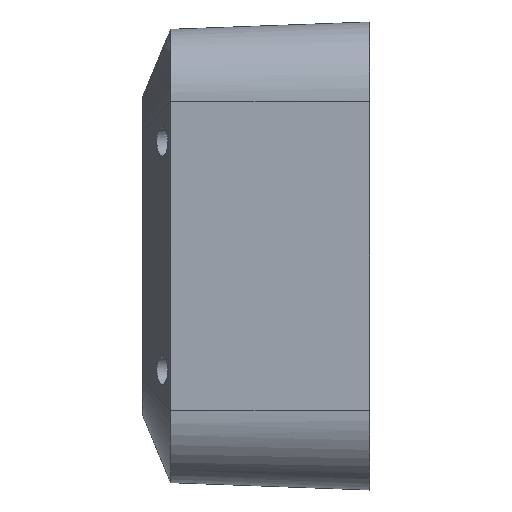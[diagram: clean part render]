
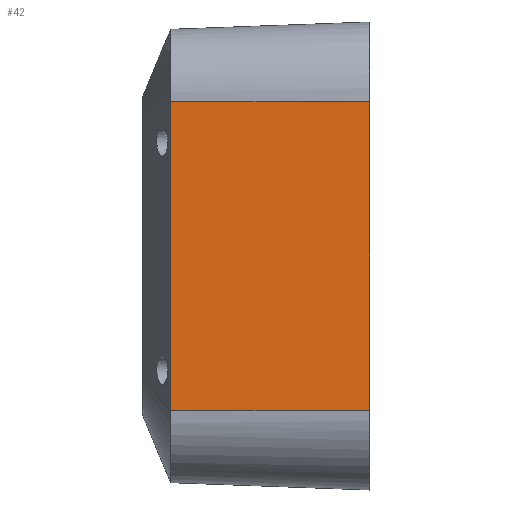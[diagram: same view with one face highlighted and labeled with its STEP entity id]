
A CAD part, left-side view. The second image highlights one B-rep face of the part: STEP entity #42.
In plain terms, the highlighted free-form (B-spline) face has degree [3, 1] with [4, 2] control points.
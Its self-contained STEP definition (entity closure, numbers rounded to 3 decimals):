
#42=ADVANCED_FACE('',(#226),#3115,.T.);
#226=FACE_OUTER_BOUND('',#410,.T.);
#410=EDGE_LOOP('',(#650,#651,#652,#653));
#650=ORIENTED_EDGE('',*,*,#1717,.T.);
#651=ORIENTED_EDGE('',*,*,#1716,.T.);
#652=ORIENTED_EDGE('',*,*,#1718,.F.);
#653=ORIENTED_EDGE('',*,*,#1719,.F.);
#1716=EDGE_CURVE('',#2815,#2814,#2218,.T.);
#1717=EDGE_CURVE('',#2816,#2815,#2219,.T.);
#1718=EDGE_CURVE('',#2817,#2814,#2220,.T.);
#1719=EDGE_CURVE('',#2816,#2817,#2425,.T.);
#2218=(
BOUNDED_CURVE()
B_SPLINE_CURVE(2,(#5950,#5951,#5952),.UNSPECIFIED.,.F.,.F.)
B_SPLINE_CURVE_WITH_KNOTS((3,3),(-298.9,-186.695),
 .UNSPECIFIED.)
CURVE()
GEOMETRIC_REPRESENTATION_ITEM()
RATIONAL_B_SPLINE_CURVE((1.,1.,1.))
REPRESENTATION_ITEM('')
);
#2219=(
BOUNDED_CURVE()
B_SPLINE_CURVE(1,(#5953,#5954),.UNSPECIFIED.,.F.,.F.)
B_SPLINE_CURVE_WITH_KNOTS((2,2),(-67.671,0.),.UNSPECIFIED.)
CURVE()
GEOMETRIC_REPRESENTATION_ITEM()
RATIONAL_B_SPLINE_CURVE((1.,1.))
REPRESENTATION_ITEM('')
);
#2220=(
BOUNDED_CURVE()
B_SPLINE_CURVE(1,(#5955,#5956),.UNSPECIFIED.,.F.,.F.)
B_SPLINE_CURVE_WITH_KNOTS((2,2),(-67.671,0.),.UNSPECIFIED.)
CURVE()
GEOMETRIC_REPRESENTATION_ITEM()
RATIONAL_B_SPLINE_CURVE((1.,1.))
REPRESENTATION_ITEM('')
);
#2425=B_SPLINE_CURVE_WITH_KNOTS('',1,(#5957,#5958),.UNSPECIFIED.,.F.,.F.,
(2,2),(0.,99.689),.UNSPECIFIED.);
#2814=VERTEX_POINT('',#5569);
#2815=VERTEX_POINT('',#5570);
#2816=VERTEX_POINT('',#5571);
#2817=VERTEX_POINT('',#5572);
#3115=(
BOUNDED_SURFACE()
B_SPLINE_SURFACE(3,1,((#3505,#3506),(#3507,#3508),(#3509,#3510),(#3511,
#3512)),.UNSPECIFIED.,.F.,.F.,.F.)
B_SPLINE_SURFACE_WITH_KNOTS((4,4),(2,2),(0.,104.972),(0.,67.671),
 .UNSPECIFIED.)
GEOMETRIC_REPRESENTATION_ITEM()
RATIONAL_B_SPLINE_SURFACE(((1.,1.),(1.,1.),(1.,1.),(1.,1.)))
REPRESENTATION_ITEM('')
SURFACE()
);
#3505=CARTESIAN_POINT('',(-96.41,41.799,-52.435));
#3506=CARTESIAN_POINT('',(-94.026,109.429,-52.435));
#3507=CARTESIAN_POINT('',(-96.41,41.799,-17.445));
#3508=CARTESIAN_POINT('',(-94.026,109.429,-17.445));
#3509=CARTESIAN_POINT('',(-96.41,41.799,17.546));
#3510=CARTESIAN_POINT('',(-94.026,109.429,17.546));
#3511=CARTESIAN_POINT('',(-96.41,41.799,52.537));
#3512=CARTESIAN_POINT('',(-94.026,109.429,52.537));
#5569=CARTESIAN_POINT('',(-96.41,41.799,52.537));
#5570=CARTESIAN_POINT('',(-96.41,41.799,-52.435));
#5571=CARTESIAN_POINT('',(-94.026,109.429,-52.435));
#5572=CARTESIAN_POINT('',(-94.026,109.429,52.537));
#5950=CARTESIAN_POINT('',(-96.41,41.799,-52.435));
#5951=CARTESIAN_POINT('',(-96.41,41.799,0.051));
#5952=CARTESIAN_POINT('',(-96.41,41.799,52.537));
#5953=CARTESIAN_POINT('',(-94.026,109.429,-52.435));
#5954=CARTESIAN_POINT('',(-96.41,41.799,-52.435));
#5955=CARTESIAN_POINT('',(-94.026,109.429,52.537));
#5956=CARTESIAN_POINT('',(-96.41,41.799,52.537));
#5957=CARTESIAN_POINT('',(-94.026,109.429,-52.435));
#5958=CARTESIAN_POINT('',(-94.026,109.429,52.537));
